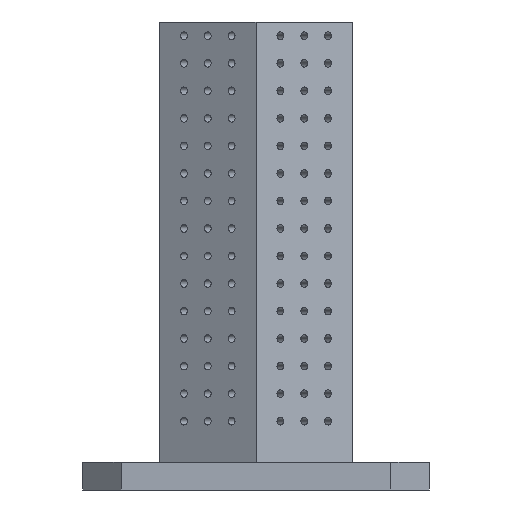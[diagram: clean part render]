
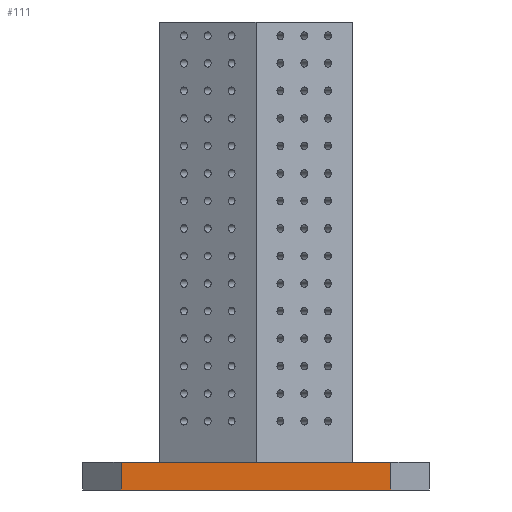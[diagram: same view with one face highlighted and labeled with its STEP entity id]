
A CAD part, left-side view. The second image highlights one B-rep face of the part: STEP entity #111.
In plain terms, the highlighted planar face has unit normal (-1, 0, 0).
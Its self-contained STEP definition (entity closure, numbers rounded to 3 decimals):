
#111 = ADVANCED_FACE( '', ( #1170 ), #1171, .F. );
#1170 = FACE_OUTER_BOUND( '', #3019, .T. );
#1171 = PLANE( '', #3020 );
#3019 = EDGE_LOOP( '', ( #5300, #5301, #5302, #5303 ) );
#3020 = AXIS2_PLACEMENT_3D( '', #5304, #5305, #5306 );
#5300 = ORIENTED_EDGE( '', *, *, #8525, .F. );
#5301 = ORIENTED_EDGE( '', *, *, #8765, .T. );
#5302 = ORIENTED_EDGE( '', *, *, #8300, .T. );
#5303 = ORIENTED_EDGE( '', *, *, #7911, .T. );
#5304 = CARTESIAN_POINT( '', ( -315., 315., 50. ) );
#5305 = DIRECTION( '', ( 1., 0., 0. ) );
#5306 = DIRECTION( '', ( 0., 1., 0. ) );
#7911 = EDGE_CURVE( '', #9007, #9004, #9008, .T. );
#8300 = EDGE_CURVE( '', #9758, #9007, #9759, .T. );
#8525 = EDGE_CURVE( '', #10187, #9004, #10189, .T. );
#8765 = EDGE_CURVE( '', #10187, #9758, #10660, .T. );
#9004 = VERTEX_POINT( '', #10930 );
#9007 = VERTEX_POINT( '', #10934 );
#9008 = LINE( '', #10935, #10936 );
#9758 = VERTEX_POINT( '', #11834 );
#9759 = LINE( '', #11835, #11836 );
#10187 = VERTEX_POINT( '', #12330 );
#10189 = LINE( '', #12333, #12334 );
#10660 = LINE( '', #12820, #12821 );
#10930 = CARTESIAN_POINT( '', ( -315., -245., 50. ) );
#10934 = CARTESIAN_POINT( '', ( -315., -245., 0. ) );
#10935 = CARTESIAN_POINT( '', ( -315., -245., 50. ) );
#10936 = VECTOR( '', #14075, 1000. );
#11834 = CARTESIAN_POINT( '', ( -315., 245., 0. ) );
#11835 = CARTESIAN_POINT( '', ( -315., 315., 0. ) );
#11836 = VECTOR( '', #14938, 1000. );
#12330 = CARTESIAN_POINT( '', ( -315., 245., 50. ) );
#12333 = CARTESIAN_POINT( '', ( -315., 315., 50. ) );
#12334 = VECTOR( '', #15477, 1000. );
#12820 = CARTESIAN_POINT( '', ( -315., 245., 50. ) );
#12821 = VECTOR( '', #16165, 1000. );
#14075 = DIRECTION( '', ( 0., 0., 1. ) );
#14938 = DIRECTION( '', ( 0., -1., 0. ) );
#15477 = DIRECTION( '', ( 0., -1., 0. ) );
#16165 = DIRECTION( '', ( 0., 0., -1. ) );
